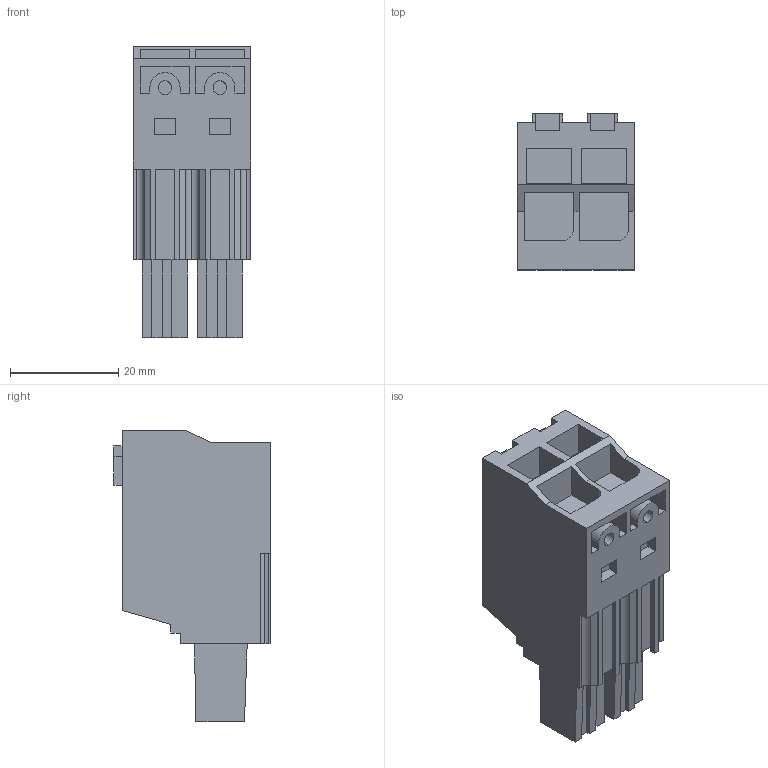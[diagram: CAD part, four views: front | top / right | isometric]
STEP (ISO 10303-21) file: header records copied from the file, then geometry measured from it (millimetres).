
FILE_DESCRIPTION(('CATIA V5 STEP Exchange','CAx-IF Rec.Pracs.--- Model Styling and Organization---1.4--- 2014-01-23'),'2;1');
FILE_NAME ('D1462863_1_2493170000_2493170000.stp','2021-08-16T06:25:27+00:00',('none'),('Weidmueller'),'CATIA Version 5-6 Release 2016 SP3 HF44','CATIA V5 STEP AP214','none');
FILE_SCHEMA(('AUTOMOTIVE_DESIGN { 1 0 10303 214 1 1 1 1 }'));
Length unit declared in the file: millimetre
Products named in the file (1): 2493170000
Bounding box: 21.8 x 28.9 x 53.9 mm (x, y, z)
Volume: 21024.6 mm3; surface area: 8133.2 mm2
Topology: 3 solids, 3 shells, 238 faces, 651 edges, 436 vertices
Faces by surface type: plane 224, cylinder 14
Entity records: 7473 total; most frequent: CARTESIAN_POINT 1302, ORIENTED_EDGE 1302, DIRECTION 1045, EDGE_CURVE 651, VECTOR 621, LINE 621, VERTEX_POINT 436, EDGE_LOOP 255
